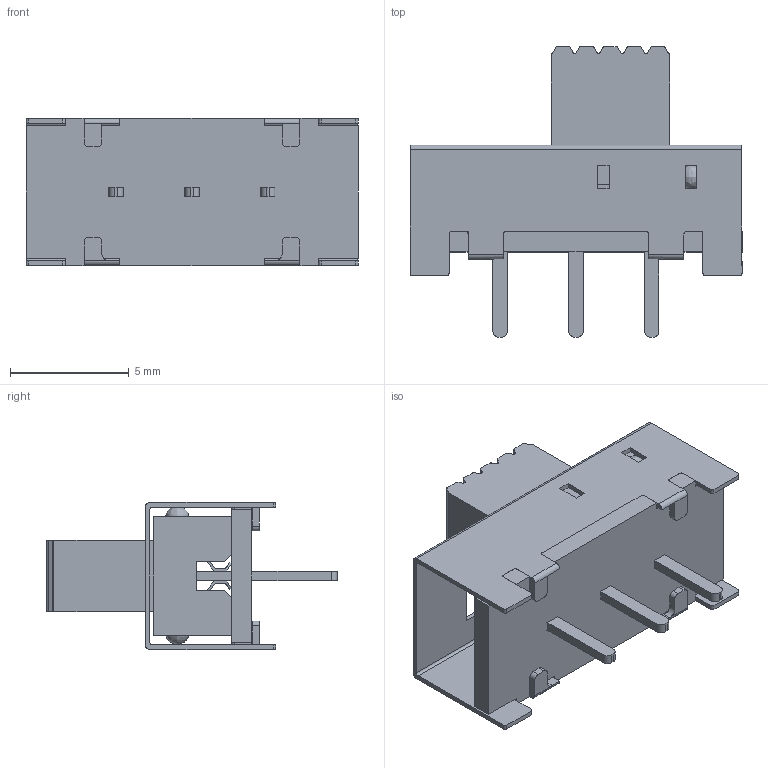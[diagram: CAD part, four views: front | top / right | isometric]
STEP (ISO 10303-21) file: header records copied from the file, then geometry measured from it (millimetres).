
FILE_DESCRIPTION (( 'STEP AP214' ), '1' );
FILE_NAME ('User Library-SLB12814.STEP', '2012-09-05T19:07:24', ( 'sysAdmin' ), ( 'SolidWorks' ), 'SwSTEP 2.0', 'SolidWorks 2012', '' );
FILE_SCHEMA (( 'AUTOMOTIVE_DESIGN' ));
Length unit declared in the file: centimetre
Products named in the file (7): User Library-SLB12814; User Library-SLB12814_PCB; User Library-SLB12814_Kontakt; User Library-SLB12814_Schieber; User Library-SLB12814_Fangkugeln; User Library-SLB12814_Geh_X_E4use; User Library-SLB12814_PIN
Assembly tree (9 placements, depth 2):
  User Library-SLB12814
    User Library-SLB12814_PCB
    User Library-SLB12814_Kontakt
    User Library-SLB12814_Schieber
    User Library-SLB12814_Fangkugeln  x2
    User Library-SLB12814_Geh_X_E4use
    User Library-SLB12814_PIN  x3
Bounding box: 14 x 12.25 x 6.2 mm (x, y, z)
Volume: 302.7 mm3; surface area: 1026 mm2
Topology: 9 solids, 9 shells, 341 faces, 974 edges, 644 vertices
Faces by surface type: plane 253, cylinder 84, bspline 4
Entity records: 14063 total; most frequent: CARTESIAN_POINT 1927, ORIENTED_EDGE 1808, DIRECTION 1676, EDGE_CURVE 904, VECTOR 742, LINE 742, VERTEX_POINT 602, AXIS2_PLACEMENT_3D 467
